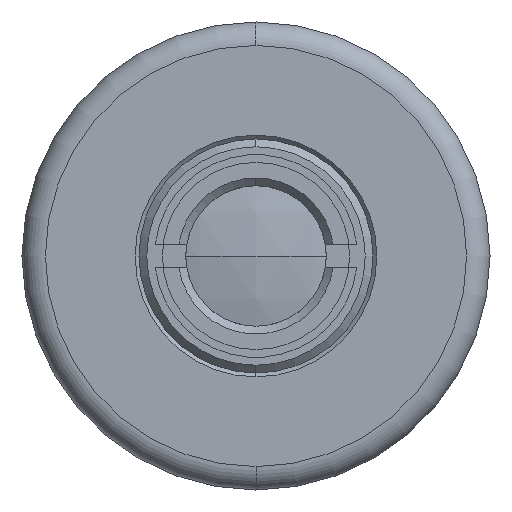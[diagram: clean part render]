
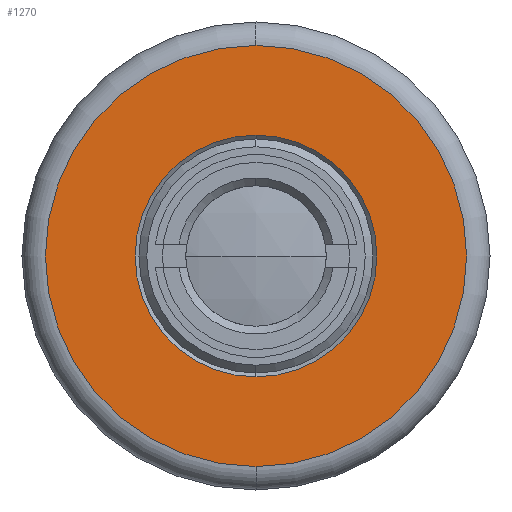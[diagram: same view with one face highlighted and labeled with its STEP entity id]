
A CAD part, left-side view. The second image highlights one B-rep face of the part: STEP entity #1270.
In plain terms, the highlighted planar face has unit normal (-1, 0, 0).
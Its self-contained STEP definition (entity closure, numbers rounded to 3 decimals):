
#16 = CIRCLE ( 'NONE', #1559, 13.5 ) ;
#54 = DIRECTION ( 'NONE',  ( 0., 0., -1. ) ) ;
#61 = CARTESIAN_POINT ( 'NONE',  ( 140.231, 0., -7.75 ) ) ;
#118 = VERTEX_POINT ( 'NONE', #61 ) ;
#128 = CARTESIAN_POINT ( 'NONE',  ( 140.231, 0., 0. ) ) ;
#146 = EDGE_LOOP ( 'NONE', ( #1083, #165 ) ) ;
#165 = ORIENTED_EDGE ( 'NONE', *, *, #251, .T. ) ;
#185 = PLANE ( 'NONE',  #982 ) ;
#251 = EDGE_CURVE ( 'NONE', #118, #1332, #1522, .T. ) ;
#303 = DIRECTION ( 'NONE',  ( 0., 0., -1. ) ) ;
#422 = FACE_BOUND ( 'NONE', #146, .T. ) ;
#431 = DIRECTION ( 'NONE',  ( 1., 0., 0. ) ) ;
#506 = EDGE_CURVE ( 'NONE', #848, #1336, #1367, .T. ) ;
#541 = AXIS2_PLACEMENT_3D ( 'NONE', #128, #991, #1472 ) ;
#559 = ORIENTED_EDGE ( 'NONE', *, *, #1415, .T. ) ;
#580 = DIRECTION ( 'NONE',  ( 0., 0., -1. ) ) ;
#686 = CARTESIAN_POINT ( 'NONE',  ( 140.231, 0., 7.75 ) ) ;
#687 = DIRECTION ( 'NONE',  ( 1., 0., 0. ) ) ;
#700 = ORIENTED_EDGE ( 'NONE', *, *, #506, .T. ) ;
#710 = DIRECTION ( 'NONE',  ( -1., 0., 0. ) ) ;
#848 = VERTEX_POINT ( 'NONE', #1272 ) ;
#886 = CARTESIAN_POINT ( 'NONE',  ( 140.231, 0., 13.5 ) ) ;
#893 = CARTESIAN_POINT ( 'NONE',  ( 140.231, 0., 0. ) ) ;
#894 = EDGE_CURVE ( 'NONE', #1332, #118, #1495, .T. ) ;
#982 = AXIS2_PLACEMENT_3D ( 'NONE', #1374, #431, #54 ) ;
#991 = DIRECTION ( 'NONE',  ( -1., 0., 0. ) ) ;
#1042 = AXIS2_PLACEMENT_3D ( 'NONE', #893, #1382, #303 ) ;
#1083 = ORIENTED_EDGE ( 'NONE', *, *, #894, .T. ) ;
#1270 = ADVANCED_FACE ( 'NONE', ( #1487, #422 ), #185, .F. ) ;
#1272 = CARTESIAN_POINT ( 'NONE',  ( 140.231, 0., -13.5 ) ) ;
#1297 = CARTESIAN_POINT ( 'NONE',  ( 140.231, 0., 0. ) ) ;
#1332 = VERTEX_POINT ( 'NONE', #686 ) ;
#1336 = VERTEX_POINT ( 'NONE', #886 ) ;
#1367 = CIRCLE ( 'NONE', #541, 13.5 ) ;
#1374 = CARTESIAN_POINT ( 'NONE',  ( 140.231, 7.25, 0. ) ) ;
#1382 = DIRECTION ( 'NONE',  ( 1., 0., 0. ) ) ;
#1393 = DIRECTION ( 'NONE',  ( 0., 0., -1. ) ) ;
#1415 = EDGE_CURVE ( 'NONE', #1336, #848, #16, .T. ) ;
#1453 = EDGE_LOOP ( 'NONE', ( #700, #559 ) ) ;
#1472 = DIRECTION ( 'NONE',  ( 0., 0., -1. ) ) ;
#1487 = FACE_OUTER_BOUND ( 'NONE', #1453, .T. ) ;
#1495 = CIRCLE ( 'NONE', #1557, 7.75 ) ;
#1500 = CARTESIAN_POINT ( 'NONE',  ( 140.231, 0., 0. ) ) ;
#1522 = CIRCLE ( 'NONE', #1042, 7.75 ) ;
#1557 = AXIS2_PLACEMENT_3D ( 'NONE', #1500, #687, #1393 ) ;
#1559 = AXIS2_PLACEMENT_3D ( 'NONE', #1297, #710, #580 ) ;
